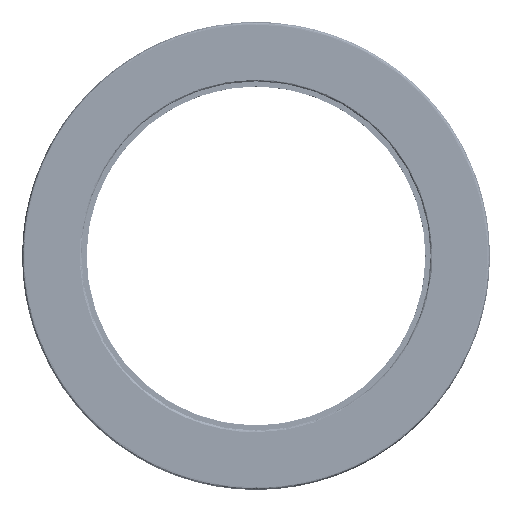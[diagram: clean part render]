
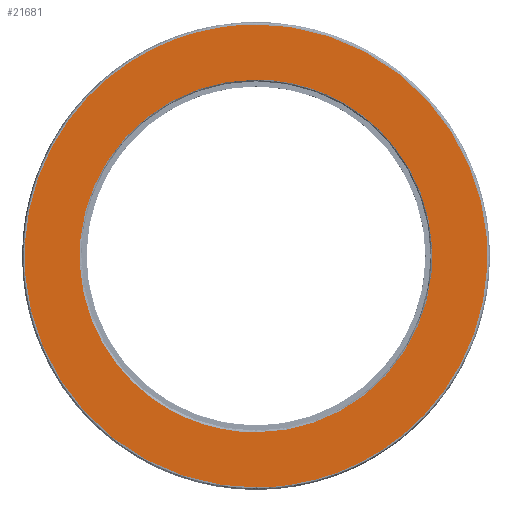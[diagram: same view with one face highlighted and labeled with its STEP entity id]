
A CAD part, left-side view. The second image highlights one B-rep face of the part: STEP entity #21681.
In plain terms, the highlighted planar face has unit normal (-1, 0, 0).
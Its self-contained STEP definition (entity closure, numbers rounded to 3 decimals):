
#2462 = CARTESIAN_POINT ( 'NONE',  ( 0., -54.6, 27.3 ) ) ;
#3772 = CARTESIAN_POINT ( 'NONE',  ( 0., -41.6, -20.8 ) ) ;
#4533 = EDGE_CURVE ( 'NONE', #56425, #57216, #48202, .T. ) ;
#4561 = EDGE_LOOP ( 'NONE', ( #65922, #54817 ) ) ;
#5766 = PLANE ( 'NONE',  #48052 ) ;
#6677 = EDGE_CURVE ( 'NONE', #39965, #32011, #18480, .T. ) ;
#7885 = EDGE_CURVE ( 'NONE', #57216, #56425, #53482, .T. ) ;
#8340 = EDGE_LOOP ( 'NONE', ( #23293, #19951 ) ) ;
#8666 = CARTESIAN_POINT ( 'NONE',  ( 0., 41.6, 20.8 ) ) ;
#10870 = DIRECTION ( 'NONE',  ( 1., 0., 0. ) ) ;
#11180 = CARTESIAN_POINT ( 'NONE',  ( 0., 0., -20.8 ) ) ;
#13606 = CARTESIAN_POINT ( 'NONE',  ( 0., 0., 27.3 ) ) ;
#16039 = CARTESIAN_POINT ( 'NONE',  ( 0., 0., -27.3 ) ) ;
#18480 =( BOUNDED_CURVE ( )  B_SPLINE_CURVE ( 3, ( #64656, #3772, #39341, #23810 ),
 .UNSPECIFIED., .F., .T. ) 
 B_SPLINE_CURVE_WITH_KNOTS ( ( 4, 4 ),
 ( 0., 1. ),
 .UNSPECIFIED. ) 
 CURVE ( )  GEOMETRIC_REPRESENTATION_ITEM ( )  RATIONAL_B_SPLINE_CURVE ( ( 1., 0.333, 0.333, 1. ) ) 
 REPRESENTATION_ITEM ( '' )  );
#19951 = ORIENTED_EDGE ( 'NONE', *, *, #35756, .F. ) ;
#21681 = ADVANCED_FACE ( 'NONE', ( #36369, #22881 ), #5766, .F. ) ;
#22881 = FACE_BOUND ( 'NONE', #8340, .T. ) ;
#23293 = ORIENTED_EDGE ( 'NONE', *, *, #6677, .F. ) ;
#23810 = CARTESIAN_POINT ( 'NONE',  ( 0., 0., 20.8 ) ) ;
#29592 = CARTESIAN_POINT ( 'NONE',  ( 0., 0., 27.3 ) ) ;
#32011 = VERTEX_POINT ( 'NONE', #52821 ) ;
#35756 = EDGE_CURVE ( 'NONE', #32011, #39965, #37867, .T. ) ;
#36253 = CARTESIAN_POINT ( 'NONE',  ( 0., 0., 27.3 ) ) ;
#36369 = FACE_OUTER_BOUND ( 'NONE', #4561, .T. ) ;
#37135 = CARTESIAN_POINT ( 'NONE',  ( 0., 0., 20.8 ) ) ;
#37867 =( BOUNDED_CURVE ( )  B_SPLINE_CURVE ( 3, ( #37135, #8666, #61305, #50697 ),
 .UNSPECIFIED., .F., .F. ) 
 B_SPLINE_CURVE_WITH_KNOTS ( ( 4, 4 ),
 ( 0., 1. ),
 .UNSPECIFIED. ) 
 CURVE ( )  GEOMETRIC_REPRESENTATION_ITEM ( )  RATIONAL_B_SPLINE_CURVE ( ( 1., 0.333, 0.333, 1. ) ) 
 REPRESENTATION_ITEM ( '' )  );
#38033 = CARTESIAN_POINT ( 'NONE',  ( 0., 0., -27.3 ) ) ;
#39341 = CARTESIAN_POINT ( 'NONE',  ( 0., -41.6, 20.8 ) ) ;
#39965 = VERTEX_POINT ( 'NONE', #11180 ) ;
#41317 = CARTESIAN_POINT ( 'NONE',  ( 0., 20.6, 0. ) ) ;
#44907 = CARTESIAN_POINT ( 'NONE',  ( 0., 0., -27.3 ) ) ;
#46446 = DIRECTION ( 'NONE',  ( 0., 0., -1. ) ) ;
#48052 = AXIS2_PLACEMENT_3D ( 'NONE', #41317, #10870, #46446 ) ;
#48202 =( BOUNDED_CURVE ( )  B_SPLINE_CURVE ( 3, ( #16039, #52034, #62225, #36253 ),
 .UNSPECIFIED., .F., .T. ) 
 B_SPLINE_CURVE_WITH_KNOTS ( ( 4, 4 ),
 ( 0., 1. ),
 .UNSPECIFIED. ) 
 CURVE ( )  GEOMETRIC_REPRESENTATION_ITEM ( )  RATIONAL_B_SPLINE_CURVE ( ( 1., 0.333, 0.333, 1. ) ) 
 REPRESENTATION_ITEM ( '' )  );
#50697 = CARTESIAN_POINT ( 'NONE',  ( 0., 0., -20.8 ) ) ;
#52034 = CARTESIAN_POINT ( 'NONE',  ( 0., 54.6, -27.3 ) ) ;
#52821 = CARTESIAN_POINT ( 'NONE',  ( 0., 0., 20.8 ) ) ;
#53482 =( BOUNDED_CURVE ( )  B_SPLINE_CURVE ( 3, ( #29592, #2462, #59811, #38033 ),
 .UNSPECIFIED., .F., .F. ) 
 B_SPLINE_CURVE_WITH_KNOTS ( ( 4, 4 ),
 ( 0., 1. ),
 .UNSPECIFIED. ) 
 CURVE ( )  GEOMETRIC_REPRESENTATION_ITEM ( )  RATIONAL_B_SPLINE_CURVE ( ( 1., 0.333, 0.333, 1. ) ) 
 REPRESENTATION_ITEM ( '' )  );
#54817 = ORIENTED_EDGE ( 'NONE', *, *, #7885, .F. ) ;
#56425 = VERTEX_POINT ( 'NONE', #44907 ) ;
#57216 = VERTEX_POINT ( 'NONE', #13606 ) ;
#59811 = CARTESIAN_POINT ( 'NONE',  ( 0., -54.6, -27.3 ) ) ;
#61305 = CARTESIAN_POINT ( 'NONE',  ( 0., 41.6, -20.8 ) ) ;
#62225 = CARTESIAN_POINT ( 'NONE',  ( 0., 54.6, 27.3 ) ) ;
#64656 = CARTESIAN_POINT ( 'NONE',  ( 0., 0., -20.8 ) ) ;
#65922 = ORIENTED_EDGE ( 'NONE', *, *, #4533, .F. ) ;
